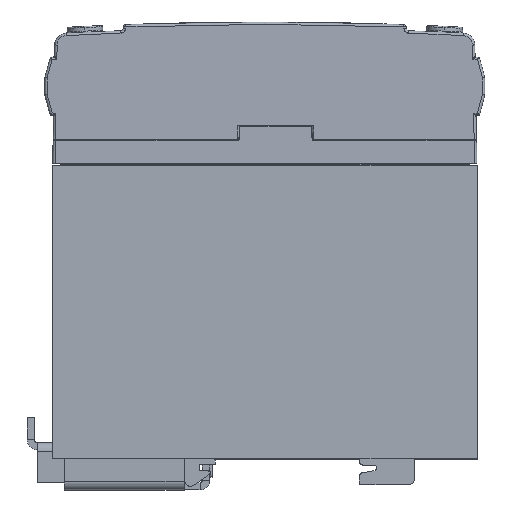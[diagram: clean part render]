
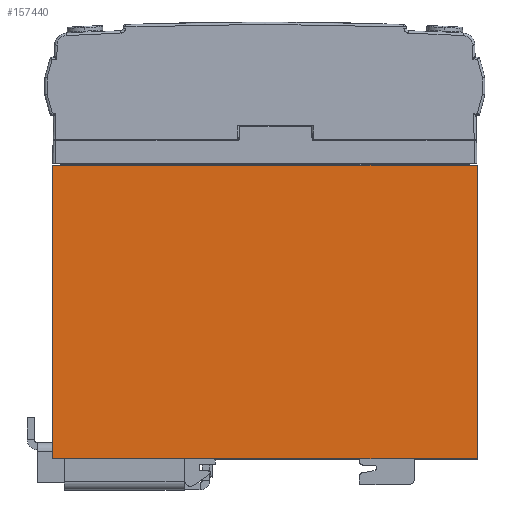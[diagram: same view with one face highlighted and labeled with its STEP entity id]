
A CAD part, top view. The second image highlights one B-rep face of the part: STEP entity #157440.
In plain terms, the highlighted planar face has unit normal (0, 0, 1).
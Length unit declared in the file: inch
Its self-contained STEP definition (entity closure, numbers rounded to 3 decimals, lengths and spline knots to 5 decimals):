
#12083 = ORIENTED_EDGE ( 'NONE', *, *, #194974, .F. ) ;
#13035 = ORIENTED_EDGE ( 'NONE', *, *, #170103, .F. ) ;
#20751 = CARTESIAN_POINT ( 'NONE',  ( -2.46768, 0.02156, 0.74969 ) ) ;
#38604 = ORIENTED_EDGE ( 'NONE', *, *, #149046, .T. ) ;
#46554 = CARTESIAN_POINT ( 'NONE',  ( 1.07563, 0.02156, 0.74969 ) ) ;
#47260 = VECTOR ( 'NONE', #57458, 39.37008 ) ;
#50589 = CARTESIAN_POINT ( 'NONE',  ( 1.07563, -2.42805, 0.74969 ) ) ;
#57458 = DIRECTION ( 'NONE',  ( 0., -1., 0. ) ) ;
#65283 = LINE ( 'NONE', #194636, #209340 ) ;
#79240 = VECTOR ( 'NONE', #118827, 39.37008 ) ;
#82137 = LINE ( 'NONE', #50589, #130867 ) ;
#88003 = CARTESIAN_POINT ( 'NONE',  ( 1.07563, -2.42805, 0.74969 ) ) ;
#91663 = CARTESIAN_POINT ( 'NONE',  ( -2.46768, -2.42805, 0.74969 ) ) ;
#94377 = EDGE_LOOP ( 'NONE', ( #38604, #13035, #12083, #167745 ) ) ;
#104710 = DIRECTION ( 'NONE',  ( 0., 0., -1. ) ) ;
#118827 = DIRECTION ( 'NONE',  ( -1., 0., 0. ) ) ;
#126226 = DIRECTION ( 'NONE',  ( 0., -1., 0. ) ) ;
#130867 = VECTOR ( 'NONE', #172059, 39.37008 ) ;
#137512 = VERTEX_POINT ( 'NONE', #162297 ) ;
#149046 = EDGE_CURVE ( 'NONE', #193397, #196096, #166910, .T. ) ;
#150005 = CARTESIAN_POINT ( 'NONE',  ( -2.46768, -2.42805, 0.74969 ) ) ;
#155563 = AXIS2_PLACEMENT_3D ( 'NONE', #88003, #104710, #160066 ) ;
#157440 = ADVANCED_FACE ( 'NONE', ( #194117 ), #211810, .F. ) ;
#160066 = DIRECTION ( 'NONE',  ( 0., 1., 0. ) ) ;
#162297 = CARTESIAN_POINT ( 'NONE',  ( 1.07563, -2.42805, 0.74969 ) ) ;
#166910 = LINE ( 'NONE', #91663, #47260 ) ;
#167745 = ORIENTED_EDGE ( 'NONE', *, *, #223460, .T. ) ;
#170103 = EDGE_CURVE ( 'NONE', #137512, #196096, #82137, .T. ) ;
#172059 = DIRECTION ( 'NONE',  ( -1., 0., 0. ) ) ;
#185227 = VERTEX_POINT ( 'NONE', #46554 ) ;
#193397 = VERTEX_POINT ( 'NONE', #20751 ) ;
#194117 = FACE_OUTER_BOUND ( 'NONE', #94377, .T. ) ;
#194636 = CARTESIAN_POINT ( 'NONE',  ( 1.07563, -2.42805, 0.74969 ) ) ;
#194974 = EDGE_CURVE ( 'NONE', #185227, #137512, #65283, .T. ) ;
#196096 = VERTEX_POINT ( 'NONE', #150005 ) ;
#202425 = CARTESIAN_POINT ( 'NONE',  ( 1.07563, 0.02156, 0.74969 ) ) ;
#209340 = VECTOR ( 'NONE', #126226, 39.37008 ) ;
#211810 = PLANE ( 'NONE',  #155563 ) ;
#223288 = LINE ( 'NONE', #202425, #79240 ) ;
#223460 = EDGE_CURVE ( 'NONE', #185227, #193397, #223288, .T. ) ;
